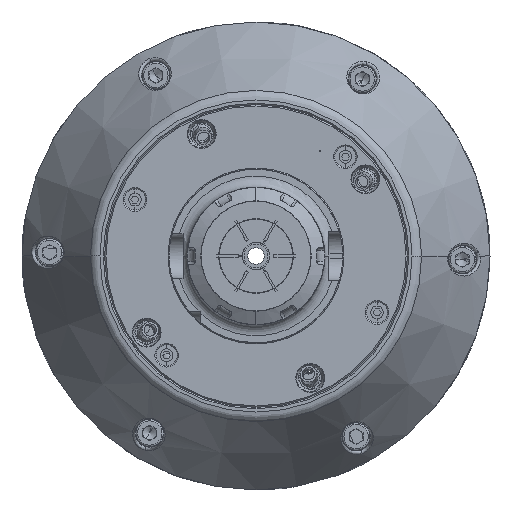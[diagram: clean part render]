
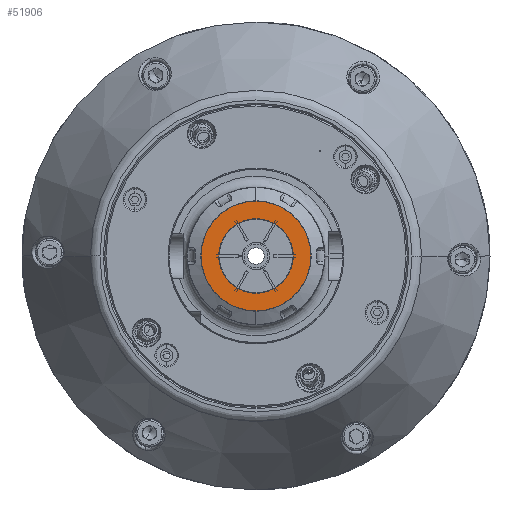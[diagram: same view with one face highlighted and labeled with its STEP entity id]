
A CAD part, left-side view. The second image highlights one B-rep face of the part: STEP entity #51906.
In plain terms, the highlighted planar face has unit normal (-1, 0, 0).
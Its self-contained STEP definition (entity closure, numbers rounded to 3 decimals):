
#2031 = CARTESIAN_POINT ( 'NONE',  ( -103.97, 0., 0. ) ) ;
#2032 = DIRECTION ( 'NONE',  ( 1., 0., 0. ) ) ;
#2033 = DIRECTION ( 'NONE',  ( 0., 0., 1. ) ) ;
#2040 = CARTESIAN_POINT ( 'NONE',  ( -103.97, 0., 0. ) ) ;
#2041 = DIRECTION ( 'NONE',  ( 1., 0., 0. ) ) ;
#2042 = DIRECTION ( 'NONE',  ( 0., 0., 1. ) ) ;
#2044 = CARTESIAN_POINT ( 'NONE',  ( -103.97, 0., 0. ) ) ;
#2046 = DIRECTION ( 'NONE',  ( 1., 0., 0. ) ) ;
#2047 = DIRECTION ( 'NONE',  ( 0., 0., 1. ) ) ;
#2050 = CARTESIAN_POINT ( 'NONE',  ( -103.97, 0., 0. ) ) ;
#2051 = DIRECTION ( 'NONE',  ( 1., 0., 0. ) ) ;
#2052 = DIRECTION ( 'NONE',  ( 0., 0., 1. ) ) ;
#2559 = CARTESIAN_POINT ( 'NONE',  ( -103.97, 0., 13.55 ) ) ;
#2567 = PLANE ( 'NONE',  #49825 ) ;
#2569 = DIRECTION ( 'NONE',  ( -1., 0., 0. ) ) ;
#2570 = DIRECTION ( 'NONE',  ( 0., 0., -1. ) ) ;
#5889 = EDGE_LOOP ( 'NONE', ( #37721, #37723 ) ) ;
#9241 = CARTESIAN_POINT ( 'NONE',  ( -103.97, 0., -19.946 ) ) ;
#9847 = FACE_OUTER_BOUND ( 'NONE', #5889, .T. ) ;
#9849 = FACE_BOUND ( 'NONE', #39622, .T. ) ;
#12433 = AXIS2_PLACEMENT_3D ( 'NONE', #2031, #2032, #2033 ) ;
#12437 = AXIS2_PLACEMENT_3D ( 'NONE', #2040, #2041, #2042 ) ;
#12439 = AXIS2_PLACEMENT_3D ( 'NONE', #2044, #2046, #2047 ) ;
#12441 = AXIS2_PLACEMENT_3D ( 'NONE', #2050, #2051, #2052 ) ;
#22720 = CIRCLE ( 'NONE', #12441, 19.946 ) ;
#22722 = CIRCLE ( 'NONE', #12439, 13.55 ) ;
#22723 = CIRCLE ( 'NONE', #12433, 19.946 ) ;
#22732 = CIRCLE ( 'NONE', #12437, 13.55 ) ;
#36203 = EDGE_CURVE ( 'NONE', #38379, #37925, #22723, .T. ) ;
#36208 = EDGE_CURVE ( 'NONE', #38075, #38692, #22732, .T. ) ;
#36210 = EDGE_CURVE ( 'NONE', #38692, #38075, #22722, .T. ) ;
#36212 = EDGE_CURVE ( 'NONE', #37925, #38379, #22720, .T. ) ;
#37717 = ORIENTED_EDGE ( 'NONE', *, *, #36208, .T. ) ;
#37719 = ORIENTED_EDGE ( 'NONE', *, *, #36210, .T. ) ;
#37721 = ORIENTED_EDGE ( 'NONE', *, *, #36203, .F. ) ;
#37723 = ORIENTED_EDGE ( 'NONE', *, *, #36212, .F. ) ;
#37925 = VERTEX_POINT ( 'NONE', #9241 ) ;
#38075 = VERTEX_POINT ( 'NONE', #47138 ) ;
#38379 = VERTEX_POINT ( 'NONE', #47293 ) ;
#38692 = VERTEX_POINT ( 'NONE', #47473 ) ;
#39622 = EDGE_LOOP ( 'NONE', ( #37717, #37719 ) ) ;
#47138 = CARTESIAN_POINT ( 'NONE',  ( -103.97, 0., 13.55 ) ) ;
#47293 = CARTESIAN_POINT ( 'NONE',  ( -103.97, 0., 19.946 ) ) ;
#47473 = CARTESIAN_POINT ( 'NONE',  ( -103.97, 0., -13.55 ) ) ;
#49825 = AXIS2_PLACEMENT_3D ( 'NONE', #2559, #2569, #2570 ) ;
#51906 = ADVANCED_FACE ( 'NONE', ( #9849, #9847 ), #2567, .T. ) ;
